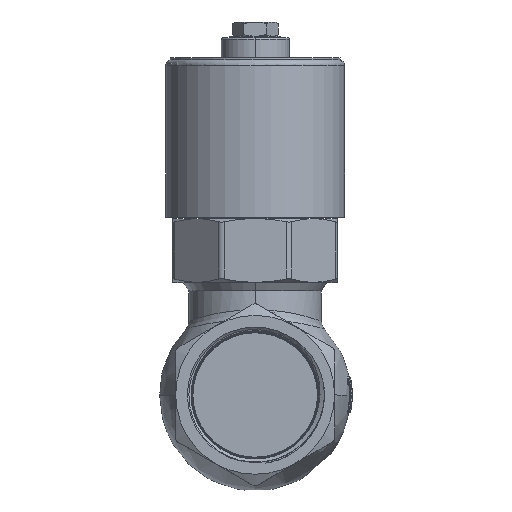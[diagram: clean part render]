
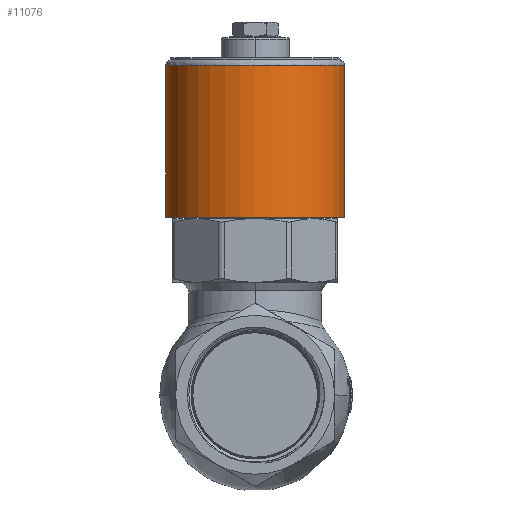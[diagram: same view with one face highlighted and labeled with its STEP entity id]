
A CAD part, top view. The second image highlights one B-rep face of the part: STEP entity #11076.
In plain terms, the highlighted cylindrical face has radius 31.5 mm (diameter 63 mm), a partial arc.
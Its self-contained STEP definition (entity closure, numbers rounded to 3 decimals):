
#1908 = AXIS2_PLACEMENT_3D ( 'NONE', #37805, #84896, #44602 ) ;
#4570 = DIRECTION ( 'NONE',  ( 0., 1., 0. ) ) ;
#5106 = CYLINDRICAL_SURFACE ( 'NONE', #72881, 31.5 ) ;
#11076 = ADVANCED_FACE ( 'NONE', ( #11448 ), #5106, .T. ) ;
#11448 = FACE_OUTER_BOUND ( 'NONE', #25676, .T. ) ;
#14336 = EDGE_CURVE ( 'NONE', #22707, #84578, #82581, .T. ) ;
#14950 = VERTEX_POINT ( 'NONE', #54443 ) ;
#18606 = ORIENTED_EDGE ( 'NONE', *, *, #57259, .T. ) ;
#22707 = VERTEX_POINT ( 'NONE', #61813 ) ;
#23566 = CARTESIAN_POINT ( 'NONE',  ( 7.405, 25.75, 90.877 ) ) ;
#23810 = CARTESIAN_POINT ( 'NONE',  ( 38.905, 25.75, 90.877 ) ) ;
#25676 = EDGE_LOOP ( 'NONE', ( #86676, #80805, #27782, #18606 ) ) ;
#27782 = ORIENTED_EDGE ( 'NONE', *, *, #86286, .T. ) ;
#28856 = CIRCLE ( 'NONE', #1908, 31.5 ) ;
#30607 = DIRECTION ( 'NONE',  ( 1., 0., 0. ) ) ;
#32279 = CARTESIAN_POINT ( 'NONE',  ( 70.405, 25.75, 90.877 ) ) ;
#33614 = DIRECTION ( 'NONE',  ( 1., 0., 0. ) ) ;
#37805 = CARTESIAN_POINT ( 'NONE',  ( 38.905, 79.25, 90.877 ) ) ;
#39547 = VERTEX_POINT ( 'NONE', #67474 ) ;
#39740 = CARTESIAN_POINT ( 'NONE',  ( 70.405, 25.75, 90.877 ) ) ;
#40895 = AXIS2_PLACEMENT_3D ( 'NONE', #23810, #71043, #30607 ) ;
#44602 = DIRECTION ( 'NONE',  ( 1., 0., 0. ) ) ;
#46911 = DIRECTION ( 'NONE',  ( 0., 1., 0. ) ) ;
#47075 = VECTOR ( 'NONE', #4570, 1000. ) ;
#54443 = CARTESIAN_POINT ( 'NONE',  ( 70.405, 79.25, 90.877 ) ) ;
#57259 = EDGE_CURVE ( 'NONE', #14950, #39547, #28856, .T. ) ;
#61813 = CARTESIAN_POINT ( 'NONE',  ( 7.405, 25.75, 90.877 ) ) ;
#63966 = DIRECTION ( 'NONE',  ( 0., 1., 0. ) ) ;
#67474 = CARTESIAN_POINT ( 'NONE',  ( 7.405, 79.25, 90.877 ) ) ;
#71043 = DIRECTION ( 'NONE',  ( 0., 1., 0. ) ) ;
#72881 = AXIS2_PLACEMENT_3D ( 'NONE', #80141, #46911, #33614 ) ;
#76797 = VECTOR ( 'NONE', #63966, 1000. ) ;
#77568 = EDGE_CURVE ( 'NONE', #22707, #39547, #83090, .T. ) ;
#80141 = CARTESIAN_POINT ( 'NONE',  ( 38.905, 25.75, 90.877 ) ) ;
#80805 = ORIENTED_EDGE ( 'NONE', *, *, #14336, .T. ) ;
#82581 = CIRCLE ( 'NONE', #40895, 31.5 ) ;
#82835 = LINE ( 'NONE', #32279, #47075 ) ;
#83090 = LINE ( 'NONE', #23566, #76797 ) ;
#84578 = VERTEX_POINT ( 'NONE', #39740 ) ;
#84896 = DIRECTION ( 'NONE',  ( 0., -1., 0. ) ) ;
#86286 = EDGE_CURVE ( 'NONE', #84578, #14950, #82835, .T. ) ;
#86676 = ORIENTED_EDGE ( 'NONE', *, *, #77568, .F. ) ;
